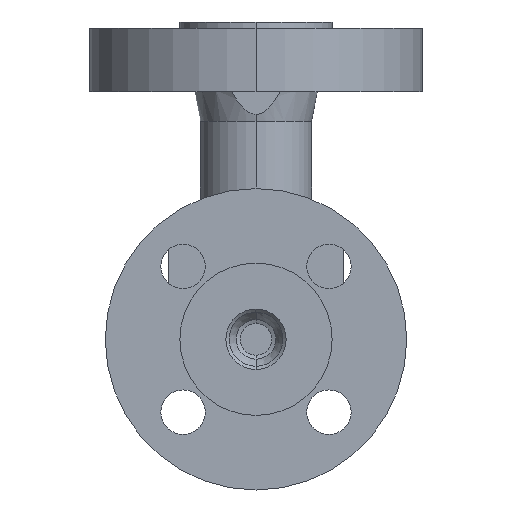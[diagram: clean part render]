
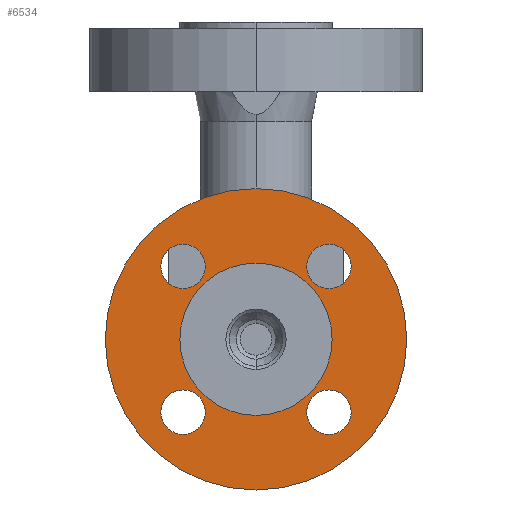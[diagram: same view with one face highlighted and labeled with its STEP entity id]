
A CAD part, front view. The second image highlights one B-rep face of the part: STEP entity #6534.
In plain terms, the highlighted planar face has unit normal (0, -1, 0).
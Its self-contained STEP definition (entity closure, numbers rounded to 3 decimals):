
#6267=CARTESIAN_POINT('',(0.,0.,0.));
#6268=DIRECTION('',(0.,1.,0.));
#6269=DIRECTION('',(0.,0.,-1.));
#6270=AXIS2_PLACEMENT_3D('',#6267,#6268,#6269);
#6272=CARTESIAN_POINT('',(0.,0.,0.));
#6273=DIRECTION('',(0.,-1.,0.));
#6274=DIRECTION('',(0.,0.,-1.));
#6275=AXIS2_PLACEMENT_3D('',#6272,#6273,#6274);
#6277=CARTESIAN_POINT('',(-22.981,0.,-22.981));
#6278=DIRECTION('',(0.,-1.,0.));
#6279=DIRECTION('',(1.,0.,0.));
#6280=AXIS2_PLACEMENT_3D('',#6277,#6278,#6279);
#6282=CARTESIAN_POINT('',(-22.981,0.,-22.981));
#6283=DIRECTION('',(0.,-1.,0.));
#6284=DIRECTION('',(-1.,0.,0.));
#6285=AXIS2_PLACEMENT_3D('',#6282,#6283,#6284);
#6287=CARTESIAN_POINT('',(-22.981,0.,22.981));
#6288=DIRECTION('',(0.,-1.,0.));
#6289=DIRECTION('',(0.,0.,-1.));
#6290=AXIS2_PLACEMENT_3D('',#6287,#6288,#6289);
#6292=CARTESIAN_POINT('',(-22.981,0.,22.981));
#6293=DIRECTION('',(0.,-1.,0.));
#6294=DIRECTION('',(0.,0.,1.));
#6295=AXIS2_PLACEMENT_3D('',#6292,#6293,#6294);
#6297=CARTESIAN_POINT('',(22.981,0.,22.981));
#6298=DIRECTION('',(0.,-1.,0.));
#6299=DIRECTION('',(-1.,0.,0.));
#6300=AXIS2_PLACEMENT_3D('',#6297,#6298,#6299);
#6302=CARTESIAN_POINT('',(22.981,0.,22.981));
#6303=DIRECTION('',(0.,-1.,0.));
#6304=DIRECTION('',(1.,0.,0.));
#6305=AXIS2_PLACEMENT_3D('',#6302,#6303,#6304);
#6307=CARTESIAN_POINT('',(22.981,0.,-22.981));
#6308=DIRECTION('',(0.,-1.,0.));
#6309=DIRECTION('',(0.,0.,1.));
#6310=AXIS2_PLACEMENT_3D('',#6307,#6308,#6309);
#6312=CARTESIAN_POINT('',(22.981,0.,-22.981));
#6313=DIRECTION('',(0.,-1.,0.));
#6314=DIRECTION('',(0.,0.,-1.));
#6315=AXIS2_PLACEMENT_3D('',#6312,#6313,#6314);
#6317=CARTESIAN_POINT('',(0.,0.,0.));
#6318=DIRECTION('',(0.,-1.,0.));
#6319=DIRECTION('',(0.,0.,-1.));
#6320=AXIS2_PLACEMENT_3D('',#6317,#6318,#6319);
#6330=CARTESIAN_POINT('',(0.,0.,0.));
#6331=DIRECTION('',(0.,1.,0.));
#6332=DIRECTION('',(0.,0.,-1.));
#6333=AXIS2_PLACEMENT_3D('',#6330,#6331,#6332);
#6418=CARTESIAN_POINT('',(0.,0.,-24.001));
#6420=VERTEX_POINT('',#6418);
#6421=CARTESIAN_POINT('',(0.,0.,-47.5));
#6423=VERTEX_POINT('',#6421);
#6426=CARTESIAN_POINT('',(0.,0.,24.001));
#6428=VERTEX_POINT('',#6426);
#6429=CARTESIAN_POINT('',(0.,0.,47.5));
#6431=VERTEX_POINT('',#6429);
#6433=CARTESIAN_POINT('',(-15.981,0.,-22.981));
#6434=CARTESIAN_POINT('',(-29.981,0.,-22.981));
#6435=VERTEX_POINT('',#6433);
#6436=VERTEX_POINT('',#6434);
#6441=CARTESIAN_POINT('',(-22.981,0.,15.981));
#6442=CARTESIAN_POINT('',(-22.981,0.,29.981));
#6443=VERTEX_POINT('',#6441);
#6444=VERTEX_POINT('',#6442);
#6449=CARTESIAN_POINT('',(15.981,0.,22.981));
#6450=CARTESIAN_POINT('',(29.981,0.,22.981));
#6451=VERTEX_POINT('',#6449);
#6452=VERTEX_POINT('',#6450);
#6457=CARTESIAN_POINT('',(22.981,0.,-15.981));
#6458=CARTESIAN_POINT('',(22.981,0.,-29.981));
#6459=VERTEX_POINT('',#6457);
#6460=VERTEX_POINT('',#6458);
#6495=CARTESIAN_POINT('',(0.,0.,0.));
#6496=DIRECTION('',(0.,-1.,0.));
#6497=DIRECTION('',(0.,0.,1.));
#6498=AXIS2_PLACEMENT_3D('',#6495,#6496,#6497);
#6499=PLANE('',#6498);
#6501=ORIENTED_EDGE('',*,*,#6500,.F.);
#6503=ORIENTED_EDGE('',*,*,#6502,.T.);
#6504=EDGE_LOOP('',(#6501,#6503));
#6505=FACE_OUTER_BOUND('',#6504,.F.);
#6506=ORIENTED_EDGE('',*,*,#6487,.F.);
#6507=ORIENTED_EDGE('',*,*,#6476,.T.);
#6508=EDGE_LOOP('',(#6506,#6507));
#6509=FACE_BOUND('',#6508,.F.);
#6511=ORIENTED_EDGE('',*,*,#6510,.T.);
#6513=ORIENTED_EDGE('',*,*,#6512,.T.);
#6514=EDGE_LOOP('',(#6511,#6513));
#6515=FACE_BOUND('',#6514,.F.);
#6517=ORIENTED_EDGE('',*,*,#6516,.T.);
#6519=ORIENTED_EDGE('',*,*,#6518,.T.);
#6520=EDGE_LOOP('',(#6517,#6519));
#6521=FACE_BOUND('',#6520,.F.);
#6523=ORIENTED_EDGE('',*,*,#6522,.T.);
#6525=ORIENTED_EDGE('',*,*,#6524,.T.);
#6526=EDGE_LOOP('',(#6523,#6525));
#6527=FACE_BOUND('',#6526,.F.);
#6529=ORIENTED_EDGE('',*,*,#6528,.T.);
#6531=ORIENTED_EDGE('',*,*,#6530,.T.);
#6532=EDGE_LOOP('',(#6529,#6531));
#6533=FACE_BOUND('',#6532,.F.);
#6534=ADVANCED_FACE('',(#6505,#6509,#6515,#6521,#6527,#6533),#6499,.T.);
#6271=CIRCLE('',#6270,24.001);
#6276=CIRCLE('',#6275,24.001);
#6281=CIRCLE('',#6280,7.);
#6286=CIRCLE('',#6285,7.);
#6291=CIRCLE('',#6290,7.);
#6296=CIRCLE('',#6295,7.);
#6301=CIRCLE('',#6300,7.);
#6306=CIRCLE('',#6305,7.);
#6311=CIRCLE('',#6310,7.);
#6316=CIRCLE('',#6315,7.);
#6321=CIRCLE('',#6320,47.5);
#6334=CIRCLE('',#6333,47.5);
#6476=EDGE_CURVE('',#6420,#6428,#6276,.T.);
#6487=EDGE_CURVE('',#6420,#6428,#6271,.T.);
#6500=EDGE_CURVE('',#6423,#6431,#6321,.T.);
#6502=EDGE_CURVE('',#6423,#6431,#6334,.T.);
#6510=EDGE_CURVE('',#6435,#6436,#6281,.T.);
#6512=EDGE_CURVE('',#6436,#6435,#6286,.T.);
#6516=EDGE_CURVE('',#6443,#6444,#6291,.T.);
#6518=EDGE_CURVE('',#6444,#6443,#6296,.T.);
#6522=EDGE_CURVE('',#6451,#6452,#6301,.T.);
#6524=EDGE_CURVE('',#6452,#6451,#6306,.T.);
#6528=EDGE_CURVE('',#6459,#6460,#6311,.T.);
#6530=EDGE_CURVE('',#6460,#6459,#6316,.T.);
